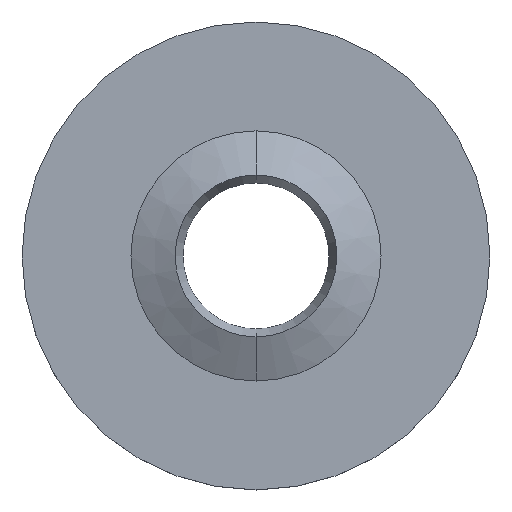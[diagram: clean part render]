
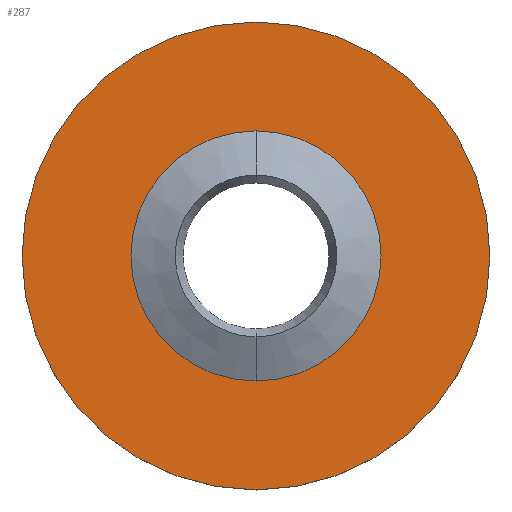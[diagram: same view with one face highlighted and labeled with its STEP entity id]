
A CAD part, top view. The second image highlights one B-rep face of the part: STEP entity #287.
In plain terms, the highlighted planar face has unit normal (0, 0, 1).
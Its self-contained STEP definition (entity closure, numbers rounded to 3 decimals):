
#19 = AXIS2_PLACEMENT_3D ( 'NONE', #84, #32, #89 ) ;
#22 = DIRECTION ( 'NONE',  ( 0., -1., 0. ) ) ;
#24 = ORIENTED_EDGE ( 'NONE', *, *, #315, .F. ) ;
#32 = DIRECTION ( 'NONE',  ( 0., 0., -1. ) ) ;
#40 = EDGE_CURVE ( 'NONE', #272, #203, #253, .T. ) ;
#43 = AXIS2_PLACEMENT_3D ( 'NONE', #245, #188, #44 ) ;
#44 = DIRECTION ( 'NONE',  ( 0., 1., 0. ) ) ;
#45 = DIRECTION ( 'NONE',  ( 0., 0., 1. ) ) ;
#60 = DIRECTION ( 'NONE',  ( 0., 0., -1. ) ) ;
#65 = CARTESIAN_POINT ( 'NONE',  ( 0., -3.342, 1.3 ) ) ;
#66 = AXIS2_PLACEMENT_3D ( 'NONE', #181, #45, #22 ) ;
#84 = CARTESIAN_POINT ( 'NONE',  ( 0., 0., 1.3 ) ) ;
#89 = DIRECTION ( 'NONE',  ( 0., 1., 0. ) ) ;
#103 = EDGE_CURVE ( 'NONE', #144, #246, #233, .T. ) ;
#128 = CIRCLE ( 'NONE', #328, 3.342 ) ;
#139 = EDGE_LOOP ( 'NONE', ( #283, #24 ) ) ;
#144 = VERTEX_POINT ( 'NONE', #256 ) ;
#149 = CARTESIAN_POINT ( 'NONE',  ( 0., 3.342, 1.3 ) ) ;
#150 = ORIENTED_EDGE ( 'NONE', *, *, #290, .T. ) ;
#161 = CARTESIAN_POINT ( 'NONE',  ( 0., -6.25, 1.3 ) ) ;
#181 = CARTESIAN_POINT ( 'NONE',  ( 6.25, 0., 1.3 ) ) ;
#188 = DIRECTION ( 'NONE',  ( 0., 0., -1. ) ) ;
#189 = FACE_BOUND ( 'NONE', #343, .T. ) ;
#193 = ORIENTED_EDGE ( 'NONE', *, *, #40, .T. ) ;
#203 = VERTEX_POINT ( 'NONE', #149 ) ;
#217 = CIRCLE ( 'NONE', #43, 6.25 ) ;
#219 = DIRECTION ( 'NONE',  ( 0., 0., -1. ) ) ;
#233 = CIRCLE ( 'NONE', #19, 6.25 ) ;
#245 = CARTESIAN_POINT ( 'NONE',  ( 0., 0., 1.3 ) ) ;
#246 = VERTEX_POINT ( 'NONE', #161 ) ;
#247 = CARTESIAN_POINT ( 'NONE',  ( 0., 0., 1.3 ) ) ;
#253 = CIRCLE ( 'NONE', #318, 3.342 ) ;
#256 = CARTESIAN_POINT ( 'NONE',  ( 0., 6.25, 1.3 ) ) ;
#272 = VERTEX_POINT ( 'NONE', #65 ) ;
#283 = ORIENTED_EDGE ( 'NONE', *, *, #103, .F. ) ;
#284 = DIRECTION ( 'NONE',  ( 0., 1., 0. ) ) ;
#287 = ADVANCED_FACE ( 'NONE', ( #291, #189 ), #351, .T. ) ;
#290 = EDGE_CURVE ( 'NONE', #203, #272, #128, .T. ) ;
#291 = FACE_OUTER_BOUND ( 'NONE', #139, .T. ) ;
#295 = DIRECTION ( 'NONE',  ( 0., 1., 0. ) ) ;
#315 = EDGE_CURVE ( 'NONE', #246, #144, #217, .T. ) ;
#318 = AXIS2_PLACEMENT_3D ( 'NONE', #319, #60, #284 ) ;
#319 = CARTESIAN_POINT ( 'NONE',  ( 0., 0., 1.3 ) ) ;
#328 = AXIS2_PLACEMENT_3D ( 'NONE', #247, #219, #295 ) ;
#343 = EDGE_LOOP ( 'NONE', ( #150, #193 ) ) ;
#351 = PLANE ( 'NONE',  #66 ) ;
